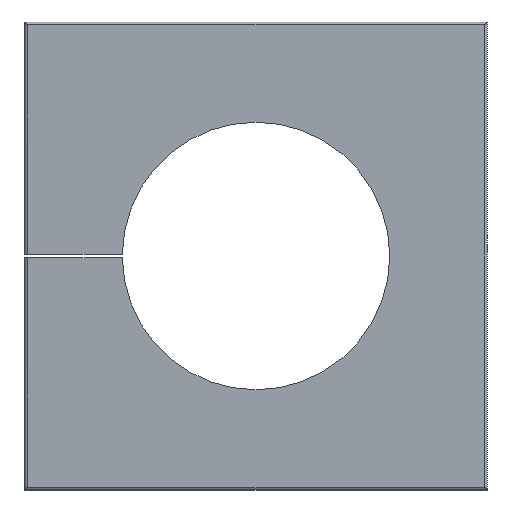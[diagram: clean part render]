
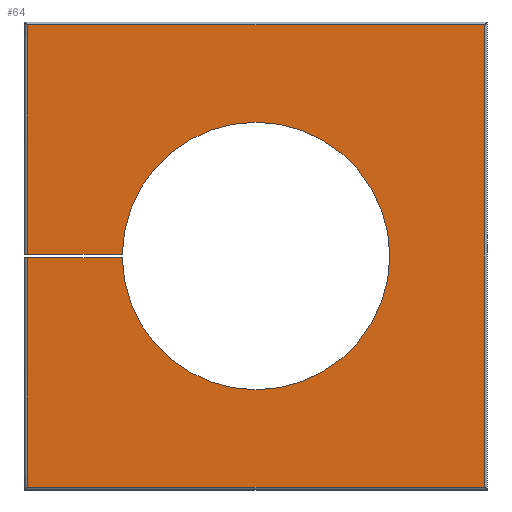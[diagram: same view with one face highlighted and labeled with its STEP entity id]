
A CAD part, front view. The second image highlights one B-rep face of the part: STEP entity #64.
In plain terms, the highlighted planar face has unit normal (0, -1, 0).
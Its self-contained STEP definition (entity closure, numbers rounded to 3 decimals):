
#64=ADVANCED_FACE('NONE',(#174),#175,.T.);
#174=FACE_OUTER_BOUND('',#356,.T.);
#175=PLANE('',#357);
#356=EDGE_LOOP('',(#876,#877,#878,#879,#880,#881,#882,#883,#884,#885));
#357=AXIS2_PLACEMENT_3D('',#886,#887,#888);
#876=ORIENTED_EDGE('',*,*,#1537,.F.);
#877=ORIENTED_EDGE('',*,*,#1538,.T.);
#878=ORIENTED_EDGE('',*,*,#1539,.T.);
#879=ORIENTED_EDGE('',*,*,#1540,.T.);
#880=ORIENTED_EDGE('',*,*,#1541,.T.);
#881=ORIENTED_EDGE('',*,*,#1542,.T.);
#882=ORIENTED_EDGE('',*,*,#1543,.T.);
#883=ORIENTED_EDGE('',*,*,#1544,.T.);
#884=ORIENTED_EDGE('',*,*,#1445,.T.);
#885=ORIENTED_EDGE('',*,*,#1441,.T.);
#886=CARTESIAN_POINT('',(-20.75,0.0,-21.0));
#887=DIRECTION('',(0.0,-1.0,0.0));
#888=DIRECTION('',(0.0,0.0,-1.0));
#1441=EDGE_CURVE('NONE',#1686,#1687,#1688,.T.);
#1445=EDGE_CURVE('NONE',#1694,#1686,#1695,.T.);
#1537=EDGE_CURVE('NONE',#1866,#1687,#1867,.T.);
#1538=EDGE_CURVE('NONE',#1866,#1868,#1869,.T.);
#1539=EDGE_CURVE('NONE',#1868,#1870,#1871,.T.);
#1540=EDGE_CURVE('NONE',#1870,#1872,#1873,.T.);
#1541=EDGE_CURVE('NONE',#1872,#1874,#1875,.T.);
#1542=EDGE_CURVE('NONE',#1874,#1876,#1877,.T.);
#1543=EDGE_CURVE('NONE',#1876,#1878,#1879,.T.);
#1544=EDGE_CURVE('NONE',#1878,#1694,#1880,.T.);
#1686=VERTEX_POINT('NONE',#2087);
#1687=VERTEX_POINT('NONE',#2088);
#1688=CIRCLE('',#2089,12.0);
#1694=VERTEX_POINT('NONE',#2097);
#1695=CIRCLE('',#2098,12.0);
#1866=VERTEX_POINT('NONE',#2452);
#1867=LINE('',#2453,#2454);
#1868=VERTEX_POINT('NONE',#2455);
#1869=LINE('',#2456,#2457);
#1870=VERTEX_POINT('NONE',#2458);
#1871=LINE('',#2459,#2460);
#1872=VERTEX_POINT('NONE',#2461);
#1873=LINE('',#2462,#2463);
#1874=VERTEX_POINT('NONE',#2464);
#1875=LINE('',#2465,#2466);
#1876=VERTEX_POINT('NONE',#2467);
#1877=LINE('',#2468,#2469);
#1878=VERTEX_POINT('NONE',#2470);
#1879=LINE('',#2471,#2472);
#1880=CIRCLE('',#2473,12.0);
#2087=CARTESIAN_POINT('',(0.,0.0,-12.0));
#2088=CARTESIAN_POINT('',(-11.999,0.0,-0.15));
#2089=AXIS2_PLACEMENT_3D('',#2971,#2972,#2973);
#2097=CARTESIAN_POINT('',(0.0,0.0,12.0));
#2098=AXIS2_PLACEMENT_3D('',#2979,#2980,#2981);
#2452=CARTESIAN_POINT('',(-20.5,0.0,-0.15));
#2453=CARTESIAN_POINT('',(-20.75,0.0,-0.15));
#2454=VECTOR('',#3071,1000.0);
#2455=CARTESIAN_POINT('',(-20.5,0.0,-20.75));
#2456=CARTESIAN_POINT('',(-20.5,0.0,-21.0));
#2457=VECTOR('',#3072,1000.0);
#2458=CARTESIAN_POINT('',(20.5,0.0,-20.75));
#2459=CARTESIAN_POINT('',(20.75,0.0,-20.75));
#2460=VECTOR('',#3073,1000.0);
#2461=CARTESIAN_POINT('',(20.5,0.0,20.75));
#2462=CARTESIAN_POINT('',(20.5,0.0,21.0));
#2463=VECTOR('',#3074,1000.0);
#2464=CARTESIAN_POINT('',(-20.5,0.0,20.75));
#2465=CARTESIAN_POINT('',(-20.75,0.0,20.75));
#2466=VECTOR('',#3075,1000.0);
#2467=CARTESIAN_POINT('',(-20.5,0.0,0.15));
#2468=CARTESIAN_POINT('',(-20.5,0.0,0.15));
#2469=VECTOR('',#3076,1000.0);
#2470=CARTESIAN_POINT('',(-11.999,0.0,0.15));
#2471=CARTESIAN_POINT('',(-20.75,0.0,0.15));
#2472=VECTOR('',#3077,1000.0);
#2473=AXIS2_PLACEMENT_3D('',#3078,#3079,#3080);
#2971=CARTESIAN_POINT('',(0.0,0.0,0.0));
#2972=DIRECTION('',(0.0,1.0,0.0));
#2973=DIRECTION('',(0.0,0.0,-1.0));
#2979=CARTESIAN_POINT('',(0.0,0.0,0.0));
#2980=DIRECTION('',(0.0,1.0,0.0));
#2981=DIRECTION('',(0.0,0.0,-1.0));
#3071=DIRECTION('',(1.0,0.0,0.0));
#3072=DIRECTION('',(-0.0,-0.0,-1.0));
#3073=DIRECTION('',(1.0,-0.0,-0.0));
#3074=DIRECTION('',(0.,-0.0,1.0));
#3075=DIRECTION('',(-1.0,-0.0,0.0));
#3076=DIRECTION('',(-0.0,-0.0,-1.0));
#3077=DIRECTION('',(1.0,0.0,0.0));
#3078=CARTESIAN_POINT('',(0.0,0.0,0.0));
#3079=DIRECTION('',(0.0,1.0,0.0));
#3080=DIRECTION('',(0.0,0.0,-1.0));
